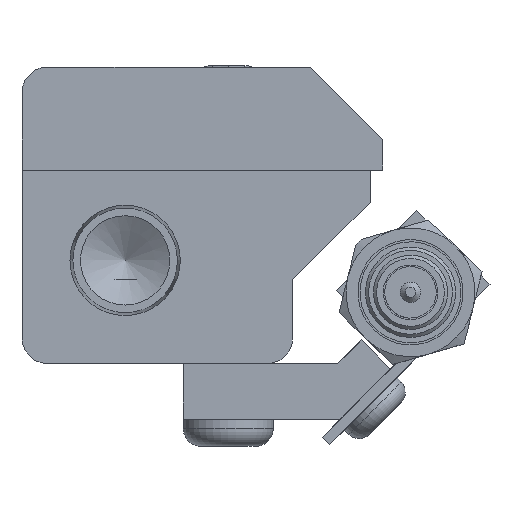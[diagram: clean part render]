
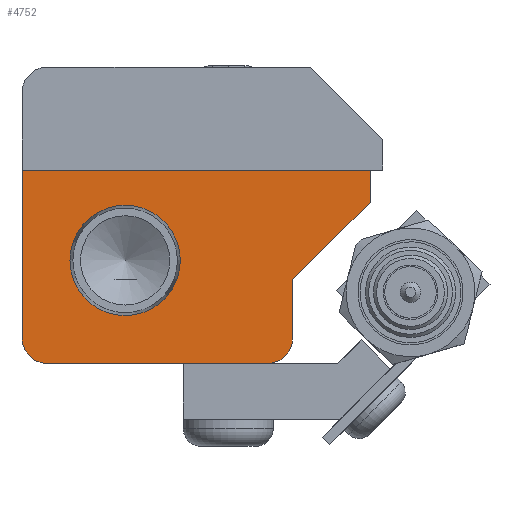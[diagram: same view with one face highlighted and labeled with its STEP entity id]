
A CAD part, left-side view. The second image highlights one B-rep face of the part: STEP entity #4752.
In plain terms, the highlighted planar face has unit normal (-1, 0, 0).
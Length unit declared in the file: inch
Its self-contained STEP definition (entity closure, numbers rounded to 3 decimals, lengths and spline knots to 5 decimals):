
#459=FACE_BOUND('',#1269,.T.);
#636=CIRCLE('',#5233,0.26751);
#650=CIRCLE('',#5263,0.125);
#652=CIRCLE('',#5267,0.125);
#901=FACE_OUTER_BOUND('',#1268,.T.);
#1268=EDGE_LOOP('',(#3568,#3569,#3570,#3571,#3572,#3573,#3574,#3575));
#1269=EDGE_LOOP('',(#3576));
#1726=LINE('',#7587,#2030);
#1730=LINE('',#7594,#2034);
#1733=LINE('',#7600,#2037);
#1736=LINE('',#7606,#2040);
#1739=LINE('',#7612,#2043);
#1743=LINE('',#7624,#2047);
#2030=VECTOR('',#6018,0.2815);
#2034=VECTOR('',#6024,0.53033);
#2037=VECTOR('',#6029,0.156);
#2040=VECTOR('',#6034,1.6875);
#2043=VECTOR('',#6039,0.8125);
#2047=VECTOR('',#6051,1.0625);
#2347=VERTEX_POINT('',#7544);
#2362=VERTEX_POINT('',#7584);
#2363=VERTEX_POINT('',#7586);
#2365=VERTEX_POINT('',#7592);
#2367=VERTEX_POINT('',#7598);
#2369=VERTEX_POINT('',#7604);
#2371=VERTEX_POINT('',#7610);
#2373=VERTEX_POINT('',#7616);
#2375=VERTEX_POINT('',#7622);
#2817=EDGE_CURVE('',#2347,#2347,#636,.T.);
#2832=EDGE_CURVE('',#2362,#2363,#1726,.T.);
#2836=EDGE_CURVE('',#2365,#2362,#1730,.T.);
#2839=EDGE_CURVE('',#2367,#2365,#1733,.T.);
#2842=EDGE_CURVE('',#2369,#2367,#1736,.T.);
#2845=EDGE_CURVE('',#2371,#2369,#1739,.T.);
#2848=EDGE_CURVE('',#2373,#2371,#650,.T.);
#2851=EDGE_CURVE('',#2375,#2373,#1743,.T.);
#2853=EDGE_CURVE('',#2363,#2375,#652,.T.);
#3568=ORIENTED_EDGE('',*,*,#2853,.F.);
#3569=ORIENTED_EDGE('',*,*,#2832,.F.);
#3570=ORIENTED_EDGE('',*,*,#2836,.F.);
#3571=ORIENTED_EDGE('',*,*,#2839,.F.);
#3572=ORIENTED_EDGE('',*,*,#2842,.F.);
#3573=ORIENTED_EDGE('',*,*,#2845,.F.);
#3574=ORIENTED_EDGE('',*,*,#2848,.F.);
#3575=ORIENTED_EDGE('',*,*,#2851,.F.);
#3576=ORIENTED_EDGE('',*,*,#2817,.T.);
#4556=PLANE('',#5269);
#4752=ADVANCED_FACE('',(#901,#459),#4556,.F.);
#5233=AXIS2_PLACEMENT_3D('',#7545,#5968,#5969);
#5263=AXIS2_PLACEMENT_3D('',#7618,#6045,#6046);
#5267=AXIS2_PLACEMENT_3D('',#7627,#6056,#6057);
#5269=AXIS2_PLACEMENT_3D('',#7629,#6060,#6061);
#5968=DIRECTION('center_axis',(1.,0.,0.));
#5969=DIRECTION('ref_axis',(0.,1.,0.));
#6018=DIRECTION('',(0.,0.,-1.));
#6024=DIRECTION('',(0.,0.707,-0.707));
#6029=DIRECTION('',(0.,0.,-1.));
#6034=DIRECTION('',(0.,-1.,0.));
#6039=DIRECTION('',(0.,0.,1.));
#6045=DIRECTION('center_axis',(1.,0.,0.));
#6046=DIRECTION('ref_axis',(0.,0.707,-0.707));
#6051=DIRECTION('',(0.,1.,0.));
#6056=DIRECTION('center_axis',(1.,0.,0.));
#6057=DIRECTION('ref_axis',(0.,-0.707,-0.707));
#6060=DIRECTION('center_axis',(1.,0.,0.));
#6061=DIRECTION('ref_axis',(0.,0.,-1.));
#7544=CARTESIAN_POINT('',(-24.15499,11.9543,-1.0935));
#7545=CARTESIAN_POINT('Origin',(-24.15499,11.68679,-1.0935));
#7584=CARTESIAN_POINT('',(-24.15499,10.87429,-1.187));
#7586=CARTESIAN_POINT('',(-24.15499,10.87429,-1.4685));
#7587=CARTESIAN_POINT('',(-24.15499,10.87429,-1.187));
#7592=CARTESIAN_POINT('',(-24.15499,10.49929,-0.812));
#7594=CARTESIAN_POINT('',(-24.15499,10.49929,-0.812));
#7598=CARTESIAN_POINT('',(-24.15499,10.49929,-0.656));
#7600=CARTESIAN_POINT('',(-24.15499,10.49929,-0.656));
#7604=CARTESIAN_POINT('',(-24.15499,12.18679,-0.656));
#7606=CARTESIAN_POINT('',(-24.15499,12.18679,-0.656));
#7610=CARTESIAN_POINT('',(-24.15499,12.18679,-1.4685));
#7612=CARTESIAN_POINT('',(-24.15499,12.18679,-1.4685));
#7616=CARTESIAN_POINT('',(-24.15499,12.06179,-1.5935));
#7618=CARTESIAN_POINT('Origin',(-24.15499,12.06179,-1.4685));
#7622=CARTESIAN_POINT('',(-24.15499,10.99929,-1.5935));
#7624=CARTESIAN_POINT('',(-24.15499,10.99929,-1.5935));
#7627=CARTESIAN_POINT('Origin',(-24.15499,10.99929,-1.4685));
#7629=CARTESIAN_POINT('Origin',(-24.15499,11.41349,-1.07429));
